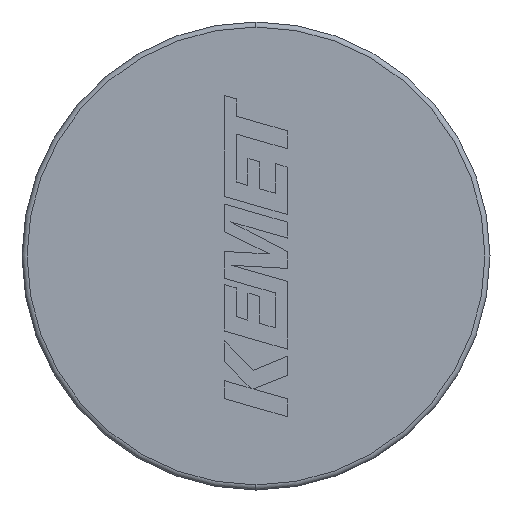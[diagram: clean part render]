
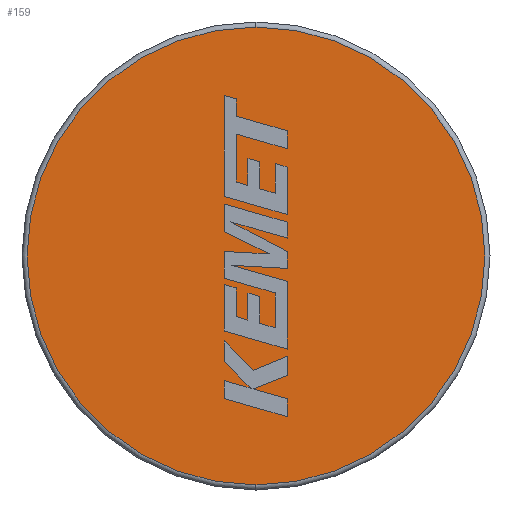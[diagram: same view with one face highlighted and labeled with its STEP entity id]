
A CAD part, left-side view. The second image highlights one B-rep face of the part: STEP entity #159.
In plain terms, the highlighted planar face has unit normal (-1, 0, 0).
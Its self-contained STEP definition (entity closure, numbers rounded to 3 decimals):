
#24 = EDGE_CURVE ( 'NONE', #1780, #462, #921, .T. ) ;
#37 = PLANE ( 'NONE',  #1827 ) ;
#159 = ADVANCED_FACE ( 'NONE', ( #1579 ), #37, .F. ) ;
#280 = CARTESIAN_POINT ( 'NONE',  ( 0., 0., 0. ) ) ;
#462 = VERTEX_POINT ( 'NONE', #1268 ) ;
#558 = DIRECTION ( 'NONE',  ( 0., 0., -1. ) ) ;
#587 = CARTESIAN_POINT ( 'NONE',  ( 0., 0., -9.05 ) ) ;
#856 = EDGE_CURVE ( 'NONE', #462, #1780, #2927, .T. ) ;
#921 = CIRCLE ( 'NONE', #2732, 9.05 ) ;
#987 = DIRECTION ( 'NONE',  ( 0., 0., -1. ) ) ;
#1171 = DIRECTION ( 'NONE',  ( -1., 0., 0. ) ) ;
#1268 = CARTESIAN_POINT ( 'NONE',  ( 0., 0., 9.05 ) ) ;
#1529 = DIRECTION ( 'NONE',  ( -1., 0., 0. ) ) ;
#1579 = FACE_OUTER_BOUND ( 'NONE', #1966, .T. ) ;
#1777 = ORIENTED_EDGE ( 'NONE', *, *, #856, .T. ) ;
#1780 = VERTEX_POINT ( 'NONE', #587 ) ;
#1784 = ORIENTED_EDGE ( 'NONE', *, *, #24, .T. ) ;
#1827 = AXIS2_PLACEMENT_3D ( 'NONE', #2971, #2147, #558 ) ;
#1966 = EDGE_LOOP ( 'NONE', ( #1784, #1777 ) ) ;
#2147 = DIRECTION ( 'NONE',  ( 1., 0., 0. ) ) ;
#2732 = AXIS2_PLACEMENT_3D ( 'NONE', #280, #1529, #987 ) ;
#2927 = CIRCLE ( 'NONE', #3400, 9.05 ) ;
#2971 = CARTESIAN_POINT ( 'NONE',  ( 0., 0., 0. ) ) ;
#3064 = DIRECTION ( 'NONE',  ( 0., 0., -1. ) ) ;
#3329 = CARTESIAN_POINT ( 'NONE',  ( 0., 0., 0. ) ) ;
#3400 = AXIS2_PLACEMENT_3D ( 'NONE', #3329, #1171, #3064 ) ;
